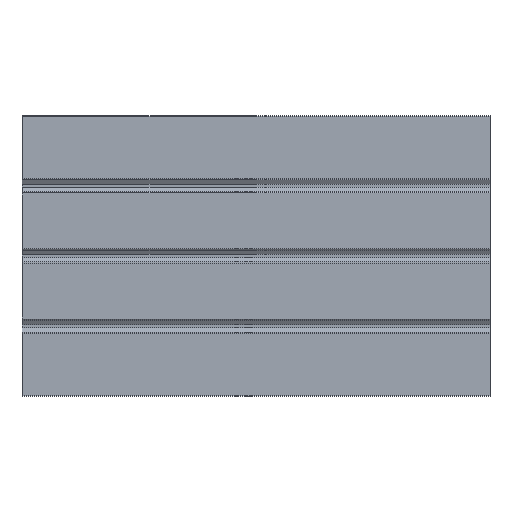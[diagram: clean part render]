
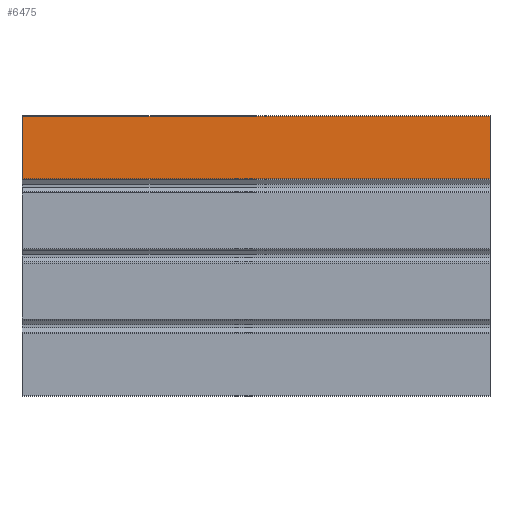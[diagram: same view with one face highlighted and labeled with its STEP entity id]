
A CAD part, front view. The second image highlights one B-rep face of the part: STEP entity #6475.
In plain terms, the highlighted planar face has unit normal (0, -1, 0).
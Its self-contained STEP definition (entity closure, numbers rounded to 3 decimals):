
#253=FACE_OUTER_BOUND('',#591,.T.);
#591=EDGE_LOOP('',(#4831,#4832,#4833,#4834));
#893=LINE('',#9595,#1565);
#1130=LINE('',#10404,#1802);
#1131=LINE('',#10407,#1803);
#1132=LINE('',#10408,#1804);
#1565=VECTOR('',#7539,1000.);
#1802=VECTOR('',#8250,1000.);
#1803=VECTOR('',#8253,1000.);
#1804=VECTOR('',#8254,1000.);
#2608=VERTEX_POINT('',#9592);
#2609=VERTEX_POINT('',#9594);
#2944=VERTEX_POINT('',#10402);
#2945=VERTEX_POINT('',#10406);
#3280=EDGE_CURVE('',#2608,#2609,#893,.T.);
#3685=EDGE_CURVE('',#2608,#2944,#1130,.T.);
#3686=EDGE_CURVE('',#2944,#2945,#1131,.T.);
#3687=EDGE_CURVE('',#2609,#2945,#1132,.T.);
#4831=ORIENTED_EDGE('',*,*,#3686,.T.);
#4832=ORIENTED_EDGE('',*,*,#3687,.F.);
#4833=ORIENTED_EDGE('',*,*,#3280,.F.);
#4834=ORIENTED_EDGE('',*,*,#3685,.T.);
#6270=PLANE('',#7030);
#6475=ADVANCED_FACE('',(#253),#6270,.F.);
#7030=AXIS2_PLACEMENT_3D('',#10405,#8251,#8252);
#7539=DIRECTION('',(0.,0.,-1.));
#8250=DIRECTION('',(-1.,0.,0.));
#8251=DIRECTION('center_axis',(0.,1.,0.));
#8252=DIRECTION('ref_axis',(1.,0.,0.));
#8253=DIRECTION('',(0.,0.,-1.));
#8254=DIRECTION('',(-1.,0.,0.));
#9592=CARTESIAN_POINT('',(300.,17.5,199.5));
#9594=CARTESIAN_POINT('',(300.,17.5,159.6));
#9595=CARTESIAN_POINT('',(300.,17.5,199.5));
#10402=CARTESIAN_POINT('',(0.,17.5,199.5));
#10404=CARTESIAN_POINT('',(50.,17.5,199.5));
#10405=CARTESIAN_POINT('Origin',(50.,17.5,199.5));
#10406=CARTESIAN_POINT('',(0.,17.5,159.6));
#10407=CARTESIAN_POINT('',(0.,17.5,199.5));
#10408=CARTESIAN_POINT('',(50.,17.5,159.6));
